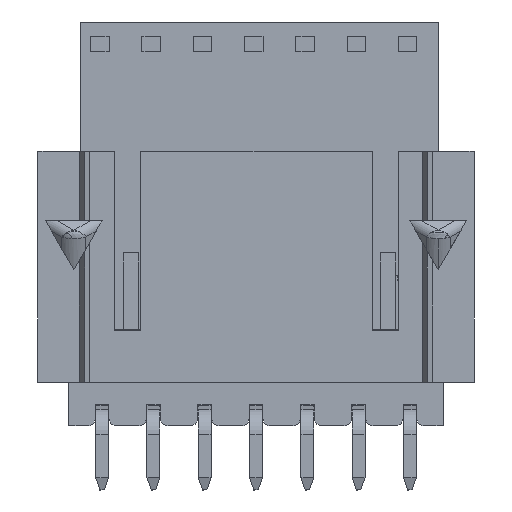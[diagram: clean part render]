
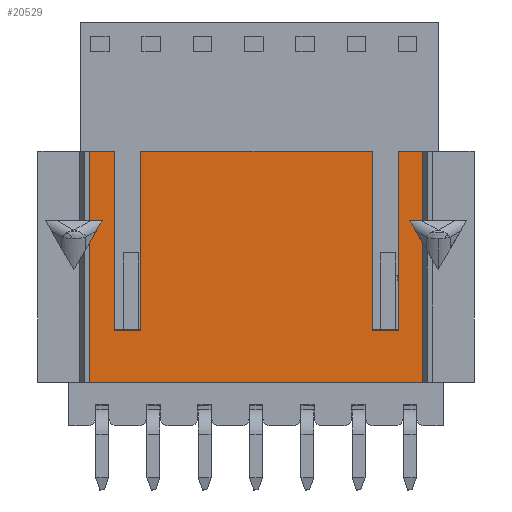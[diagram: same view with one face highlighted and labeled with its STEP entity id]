
A CAD part, front view. The second image highlights one B-rep face of the part: STEP entity #20529.
In plain terms, the highlighted planar face has unit normal (0, -1, 0).
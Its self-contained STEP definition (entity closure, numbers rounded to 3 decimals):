
#70 = VECTOR ( 'NONE', #16935, 1000. ) ;
#125 = LINE ( 'NONE', #14325, #2997 ) ;
#220 = EDGE_CURVE ( 'NONE', #6904, #22473, #9653, .T. ) ;
#395 = FACE_OUTER_BOUND ( 'NONE', #20162, .T. ) ;
#620 = VECTOR ( 'NONE', #23014, 1000. ) ;
#712 = DIRECTION ( 'NONE',  ( -1., 0., 0. ) ) ;
#761 = ORIENTED_EDGE ( 'NONE', *, *, #220, .T. ) ;
#995 = ORIENTED_EDGE ( 'NONE', *, *, #8370, .T. ) ;
#1124 = CARTESIAN_POINT ( 'NONE',  ( -6.985, -2.54, -3.175 ) ) ;
#1231 = EDGE_CURVE ( 'NONE', #20242, #3448, #15825, .T. ) ;
#1528 = CARTESIAN_POINT ( 'NONE',  ( -10.16, -2.54, 5.715 ) ) ;
#1593 = LINE ( 'NONE', #1745, #6853 ) ;
#1745 = CARTESIAN_POINT ( 'NONE',  ( 8.23, -2.54, 5.715 ) ) ;
#2011 = ORIENTED_EDGE ( 'NONE', *, *, #24574, .T. ) ;
#2156 = ORIENTED_EDGE ( 'NONE', *, *, #1231, .T. ) ;
#2347 = CARTESIAN_POINT ( 'NONE',  ( 10.414, -2.54, 2.28 ) ) ;
#2997 = VECTOR ( 'NONE', #14225, 1000. ) ;
#3217 = ORIENTED_EDGE ( 'NONE', *, *, #27897, .T. ) ;
#3227 = VERTEX_POINT ( 'NONE', #13872 ) ;
#3339 = CARTESIAN_POINT ( 'NONE',  ( 8.23, -2.54, 5.715 ) ) ;
#3448 = VERTEX_POINT ( 'NONE', #23075 ) ;
#3866 = VECTOR ( 'NONE', #26668, 1000. ) ;
#3990 = ORIENTED_EDGE ( 'NONE', *, *, #15300, .T. ) ;
#4264 = ORIENTED_EDGE ( 'NONE', *, *, #14087, .F. ) ;
#4275 = CARTESIAN_POINT ( 'NONE',  ( -7.62, -2.54, 2.28 ) ) ;
#5297 = CARTESIAN_POINT ( 'NONE',  ( -7.62, -2.54, 2.28 ) ) ;
#5498 = EDGE_CURVE ( 'NONE', #25479, #20735, #10886, .T. ) ;
#6312 = VECTOR ( 'NONE', #13336, 1000. ) ;
#6853 = VECTOR ( 'NONE', #19806, 1000. ) ;
#6904 = VERTEX_POINT ( 'NONE', #16606 ) ;
#7008 = CARTESIAN_POINT ( 'NONE',  ( -8.23, -2.54, 1.224 ) ) ;
#7124 = VECTOR ( 'NONE', #8652, 1000. ) ;
#7345 = CARTESIAN_POINT ( 'NONE',  ( 7.036, -2.54, -3.175 ) ) ;
#7414 = CARTESIAN_POINT ( 'NONE',  ( 5.766, -2.54, 5.715 ) ) ;
#7595 = VECTOR ( 'NONE', #15367, 1000. ) ;
#7665 = EDGE_CURVE ( 'NONE', #20242, #14735, #27793, .T. ) ;
#7696 = LINE ( 'NONE', #16616, #21813 ) ;
#8053 = VERTEX_POINT ( 'NONE', #16306 ) ;
#8350 = ORIENTED_EDGE ( 'NONE', *, *, #13851, .T. ) ;
#8370 = EDGE_CURVE ( 'NONE', #8053, #21411, #20254, .T. ) ;
#8550 = DIRECTION ( 'NONE',  ( 0., 0., -1. ) ) ;
#8652 = DIRECTION ( 'NONE',  ( -1., 0., 0. ) ) ;
#8780 = EDGE_CURVE ( 'NONE', #21704, #20090, #17386, .T. ) ;
#8877 = DIRECTION ( 'NONE',  ( -1., 0., 0. ) ) ;
#8929 = DIRECTION ( 'NONE',  ( -1., 0., 0. ) ) ;
#9653 = LINE ( 'NONE', #7414, #18130 ) ;
#9672 = DIRECTION ( 'NONE',  ( 0., 0., 1. ) ) ;
#9834 = LINE ( 'NONE', #14086, #15135 ) ;
#10297 = DIRECTION ( 'NONE',  ( 0., 0., -1. ) ) ;
#10535 = VERTEX_POINT ( 'NONE', #5297 ) ;
#10745 = CARTESIAN_POINT ( 'NONE',  ( 8.23, -2.54, 2.28 ) ) ;
#10886 = LINE ( 'NONE', #27509, #620 ) ;
#10934 = CARTESIAN_POINT ( 'NONE',  ( 8.23, -2.54, -5.715 ) ) ;
#11054 = CARTESIAN_POINT ( 'NONE',  ( 8.23, -2.54, 5.715 ) ) ;
#11207 = ORIENTED_EDGE ( 'NONE', *, *, #7665, .F. ) ;
#11209 = VECTOR ( 'NONE', #23380, 1000. ) ;
#11300 = EDGE_CURVE ( 'NONE', #22473, #3227, #26253, .T. ) ;
#12488 = DIRECTION ( 'NONE',  ( 0., -1., 0. ) ) ;
#13103 = CARTESIAN_POINT ( 'NONE',  ( 7.036, -2.54, 5.715 ) ) ;
#13129 = EDGE_CURVE ( 'NONE', #14917, #24291, #7696, .T. ) ;
#13336 = DIRECTION ( 'NONE',  ( 0., 0., 1. ) ) ;
#13387 = AXIS2_PLACEMENT_3D ( 'NONE', #17043, #12488, #16641 ) ;
#13851 = EDGE_CURVE ( 'NONE', #21704, #25479, #1593, .T. ) ;
#13872 = CARTESIAN_POINT ( 'NONE',  ( -5.715, -2.54, 5.715 ) ) ;
#14086 = CARTESIAN_POINT ( 'NONE',  ( -5.715, -2.54, 5.715 ) ) ;
#14087 = EDGE_CURVE ( 'NONE', #19780, #10535, #125, .T. ) ;
#14218 = CARTESIAN_POINT ( 'NONE',  ( -10.16, -2.54, 5.715 ) ) ;
#14225 = DIRECTION ( 'NONE',  ( 0.5, 0., 0.866 ) ) ;
#14325 = CARTESIAN_POINT ( 'NONE',  ( -9.017, -2.54, -0.14 ) ) ;
#14331 = DIRECTION ( 'NONE',  ( 0., 0., 1. ) ) ;
#14642 = DIRECTION ( 'NONE',  ( -1., 0., 0. ) ) ;
#14735 = VERTEX_POINT ( 'NONE', #25218 ) ;
#14917 = VERTEX_POINT ( 'NONE', #1124 ) ;
#15135 = VECTOR ( 'NONE', #23069, 1000. ) ;
#15300 = EDGE_CURVE ( 'NONE', #19780, #14735, #15770, .T. ) ;
#15367 = DIRECTION ( 'NONE',  ( -1., 0., 0. ) ) ;
#15457 = ORIENTED_EDGE ( 'NONE', *, *, #23688, .T. ) ;
#15770 = LINE ( 'NONE', #19251, #11209 ) ;
#15798 = CARTESIAN_POINT ( 'NONE',  ( -6.985, -2.54, 5.715 ) ) ;
#15825 = LINE ( 'NONE', #11054, #6312 ) ;
#15838 = LINE ( 'NONE', #26874, #3866 ) ;
#15918 = VERTEX_POINT ( 'NONE', #7345 ) ;
#16191 = CARTESIAN_POINT ( 'NONE',  ( -5.715, -2.54, -3.175 ) ) ;
#16306 = CARTESIAN_POINT ( 'NONE',  ( -8.23, -2.54, 5.715 ) ) ;
#16324 = ORIENTED_EDGE ( 'NONE', *, *, #13129, .T. ) ;
#16606 = CARTESIAN_POINT ( 'NONE',  ( 5.766, -2.54, -3.175 ) ) ;
#16616 = CARTESIAN_POINT ( 'NONE',  ( -6.985, -2.54, 5.715 ) ) ;
#16641 = DIRECTION ( 'NONE',  ( 0., 0., -1. ) ) ;
#16682 = CARTESIAN_POINT ( 'NONE',  ( 7.62, -2.54, 2.28 ) ) ;
#16935 = DIRECTION ( 'NONE',  ( -1., 0., 0. ) ) ;
#17043 = CARTESIAN_POINT ( 'NONE',  ( -10.16, -2.54, 5.715 ) ) ;
#17187 = LINE ( 'NONE', #22464, #23527 ) ;
#17386 = LINE ( 'NONE', #2347, #7124 ) ;
#17389 = EDGE_CURVE ( 'NONE', #20090, #3448, #15838, .T. ) ;
#17757 = CARTESIAN_POINT ( 'NONE',  ( -10.16, -2.54, -3.175 ) ) ;
#17947 = EDGE_CURVE ( 'NONE', #20735, #15918, #28025, .T. ) ;
#18130 = VECTOR ( 'NONE', #9672, 1000. ) ;
#18239 = CARTESIAN_POINT ( 'NONE',  ( 5.766, -2.54, 5.715 ) ) ;
#18644 = VERTEX_POINT ( 'NONE', #16191 ) ;
#19133 = PLANE ( 'NONE',  #13387 ) ;
#19250 = VECTOR ( 'NONE', #8877, 1000. ) ;
#19251 = CARTESIAN_POINT ( 'NONE',  ( -8.23, -2.54, 5.715 ) ) ;
#19780 = VERTEX_POINT ( 'NONE', #7008 ) ;
#19806 = DIRECTION ( 'NONE',  ( 0., 0., 1. ) ) ;
#19882 = ORIENTED_EDGE ( 'NONE', *, *, #11300, .T. ) ;
#20090 = VERTEX_POINT ( 'NONE', #16682 ) ;
#20162 = EDGE_LOOP ( 'NONE', ( #2156, #26196, #24596, #8350, #20773, #26976, #3217, #761, #19882, #21208, #15457, #16324, #2011, #995, #22557, #4264, #3990, #11207 ) ) ;
#20242 = VERTEX_POINT ( 'NONE', #10934 ) ;
#20254 = LINE ( 'NONE', #24208, #24142 ) ;
#20529 = ADVANCED_FACE ( 'NONE', ( #395 ), #19133, .T. ) ;
#20735 = VERTEX_POINT ( 'NONE', #22067 ) ;
#20773 = ORIENTED_EDGE ( 'NONE', *, *, #5498, .T. ) ;
#20816 = CARTESIAN_POINT ( 'NONE',  ( -8.23, -2.54, 2.28 ) ) ;
#21208 = ORIENTED_EDGE ( 'NONE', *, *, #23241, .T. ) ;
#21280 = CARTESIAN_POINT ( 'NONE',  ( -10.16, -2.54, -5.715 ) ) ;
#21411 = VERTEX_POINT ( 'NONE', #20816 ) ;
#21704 = VERTEX_POINT ( 'NONE', #10745 ) ;
#21775 = VECTOR ( 'NONE', #14642, 1000. ) ;
#21813 = VECTOR ( 'NONE', #14331, 1000. ) ;
#22067 = CARTESIAN_POINT ( 'NONE',  ( 7.036, -2.54, 5.715 ) ) ;
#22233 = EDGE_CURVE ( 'NONE', #10535, #21411, #27383, .T. ) ;
#22464 = CARTESIAN_POINT ( 'NONE',  ( -10.16, -2.54, -3.175 ) ) ;
#22473 = VERTEX_POINT ( 'NONE', #18239 ) ;
#22557 = ORIENTED_EDGE ( 'NONE', *, *, #22233, .F. ) ;
#23014 = DIRECTION ( 'NONE',  ( -1., 0., 0. ) ) ;
#23025 = VECTOR ( 'NONE', #8550, 1000. ) ;
#23069 = DIRECTION ( 'NONE',  ( 0., 0., -1. ) ) ;
#23073 = LINE ( 'NONE', #14218, #27007 ) ;
#23075 = CARTESIAN_POINT ( 'NONE',  ( 8.23, -2.54, 1.224 ) ) ;
#23241 = EDGE_CURVE ( 'NONE', #3227, #18644, #9834, .T. ) ;
#23380 = DIRECTION ( 'NONE',  ( 0., 0., -1. ) ) ;
#23527 = VECTOR ( 'NONE', #8929, 1000. ) ;
#23688 = EDGE_CURVE ( 'NONE', #18644, #14917, #17187, .T. ) ;
#24142 = VECTOR ( 'NONE', #10297, 1000. ) ;
#24208 = CARTESIAN_POINT ( 'NONE',  ( -8.23, -2.54, 5.715 ) ) ;
#24291 = VERTEX_POINT ( 'NONE', #15798 ) ;
#24574 = EDGE_CURVE ( 'NONE', #24291, #8053, #23073, .T. ) ;
#24596 = ORIENTED_EDGE ( 'NONE', *, *, #8780, .F. ) ;
#25218 = CARTESIAN_POINT ( 'NONE',  ( -8.23, -2.54, -5.715 ) ) ;
#25479 = VERTEX_POINT ( 'NONE', #3339 ) ;
#26196 = ORIENTED_EDGE ( 'NONE', *, *, #17389, .F. ) ;
#26253 = LINE ( 'NONE', #1528, #70 ) ;
#26367 = LINE ( 'NONE', #17757, #7595 ) ;
#26668 = DIRECTION ( 'NONE',  ( 0.5, 0., -0.866 ) ) ;
#26874 = CARTESIAN_POINT ( 'NONE',  ( 7.62, -2.54, 2.28 ) ) ;
#26976 = ORIENTED_EDGE ( 'NONE', *, *, #17947, .T. ) ;
#27007 = VECTOR ( 'NONE', #712, 1000. ) ;
#27383 = LINE ( 'NONE', #4275, #19250 ) ;
#27509 = CARTESIAN_POINT ( 'NONE',  ( -10.16, -2.54, 5.715 ) ) ;
#27793 = LINE ( 'NONE', #21280, #21775 ) ;
#27897 = EDGE_CURVE ( 'NONE', #15918, #6904, #26367, .T. ) ;
#28025 = LINE ( 'NONE', #13103, #23025 ) ;
